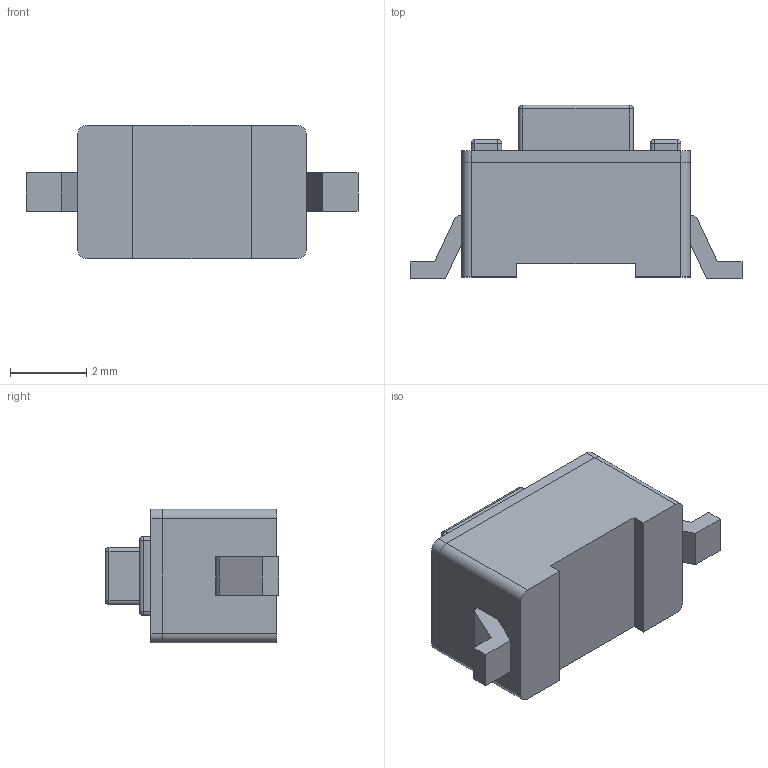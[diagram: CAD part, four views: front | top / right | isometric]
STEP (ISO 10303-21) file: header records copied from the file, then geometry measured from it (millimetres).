
FILE_DESCRIPTION (( 'STEP AP214' ), '1' );
FILE_NAME ('PTS636 SK43 SMTR LFS.STEP', '2021-08-24T12:56:46', ( '' ), ( '' ), 'SwSTEP 2.0', 'SolidWorks 2018', '' );
FILE_SCHEMA (( 'AUTOMOTIVE_DESIGN' ));
Length unit declared in the file: millimetre
Products named in the file (1): PTS636 SK43 SMTR LFS
Bounding box: 8.7 x 4.55 x 3.5 mm (x, y, z)
Volume: 73.5 mm3; surface area: 165.9 mm2
Topology: 2 solids, 2 shells, 117 faces, 300 edges, 185 vertices
Faces by surface type: plane 59, cylinder 46, torus 8, bspline 4
Entity records: 4292 total; most frequent: CARTESIAN_POINT 827, DIRECTION 596, ORIENTED_EDGE 586, EDGE_CURVE 293, AXIS2_PLACEMENT_3D 200, VECTOR 196, LINE 196, VERTEX_POINT 185
